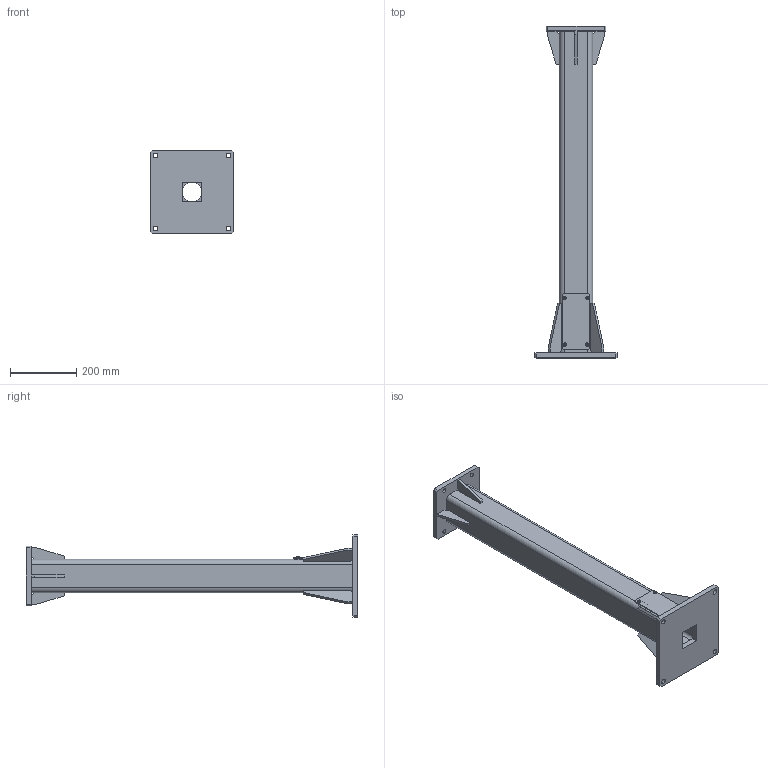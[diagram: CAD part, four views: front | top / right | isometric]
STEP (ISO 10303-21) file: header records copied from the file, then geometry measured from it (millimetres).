
FILE_DESCRIPTION (( 'STEP AP214' ), '1' );
FILE_NAME ('49510004.STEP', '2009-04-08T12:18:51', ( ' ' ), ( '' ), 'SwSTEP 2.0', 'SolidWorks 2008', '' );
FILE_SCHEMA (( 'AUTOMOTIVE_DESIGN' ));
Length unit declared in the file: millimetre
Products named in the file (11): 95982-Strebe oben_Standard; 95982-Strebe unten_Standard; 93053_Standard; 82269_Flachdichung 15 x 2; 83003_Standard; 95982-Abdeckplatte_Standard; 95982-Bodenplatte_Standard; 95982_Standard; 95982-Vierkanprofil_Standard; 95982-Auflageplatte_Standard; 49510004
Assembly tree (22 placements, depth 3):
  49510004
    83003_Standard  x4
    93053_Standard  x4
    95982_Standard
      95982-Strebe unten_Standard  x4
      95982-Strebe oben_Standard  x4
      95982-Bodenplatte_Standard
      95982-Abdeckplatte_Standard
      95982-Auflageplatte_Standard
      95982-Vierkanprofil_Standard
    82269_Flachdichung 15 x 2
Bounding box: 250 x 1000 x 250 mm (x, y, z)
Volume: 3269987.9 mm3; surface area: 1003884.7 mm2
Topology: 21 solids, 21 shells, 268 faces, 662 edges, 432 vertices
Faces by surface type: plane 150, cylinder 74, cone 24, torus 20
Entity records: 5277 total; most frequent: CARTESIAN_POINT 993, DIRECTION 830, ORIENTED_EDGE 772, EDGE_CURVE 386, AXIS2_PLACEMENT_3D 300, VERTEX_POINT 255, VECTOR 230, LINE 230
